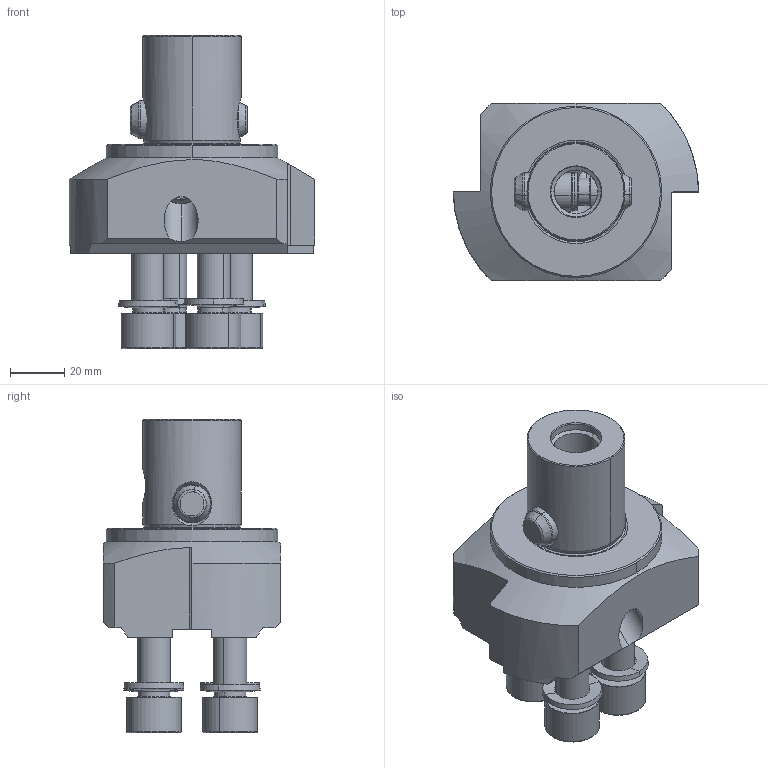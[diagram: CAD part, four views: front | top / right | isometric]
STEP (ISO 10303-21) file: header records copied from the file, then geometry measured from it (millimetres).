
FILE_DESCRIPTION(('no description'),'unknown implementation level');
FILE_NAME('BD80A3AE-2625-4B77-A5D3-79B85C5BCCEF_export.stp',' ',('CIMSOURCE GmbH'),('CADClick - KiM GmbH - www.kimweb.de'),'unknown preprocess','ACIS','unknown authorization');
FILE_SCHEMA(('automotive_design'));
Length unit declared in the file: millimetre
Products named in the file (15): 315.602 Kaiser TWN 98-153 X CK6|693.185 Kaiser ETL �13_22L 10S_Standard;NONE; 315.602 Kaiser TWN 98-153 X CK6|315.750 Kaiser ETL M12_12.15 X 44_Standard;NONE; 315.602 Kaiser TWN 98-153 X CK6|691.506 Kaiser ETL �14 X 43K_Standard|691.526 Mitnehmerbolzen_Standard;NONE; 315.602 Kaiser TWN 98-153 X CK6|691.506 Kaiser ETL �14 X 43K_Standard|693.305 Skizze_Standard;NONE; 315.602 Kaiser TWN 98-153 X CK6|315.632 Kaiser TW 98-153 X CK6B_Standard|315.632 Kaiser TW 98-153 X CK6B_Standard;NONE; 315.602 Kaiser TWN 98-153 X CK6|315.632 Kaiser TW 98-153 X CK6B_Standard|692.406 Kaiser ETL SD �12_Standard|692.406 D�senk�rper_Standard;NONE; 315.602 Kaiser TWN 98-153 X CK6|315.632 Kaiser TW 98-153 X CK6B_Standard|692.406 Kaiser ETL SD �12_Standard|692.406 Kugel � 10_Standard;NONE
Bounding box: 90 x 65 x 115 mm (x, y, z)
Volume: 223776.8 mm3; surface area: 54259.3 mm2
Topology: 15 solids, 15 shells, 457 faces, 1021 edges, 579 vertices
Faces by surface type: cone 170, cylinder 132, plane 89, torus 54, sphere 12
Entity records: 24935 total; most frequent: CARTESIAN_POINT 3043, DIRECTION 2371, STYLED_ITEM 2023, PRESENTATION_STYLE_ASSIGNMENT 2023, COLOUR_RGB 2023, ORIENTED_EDGE 1974, AXIS2_PLACEMENT_3D 1003, EDGE_CURVE 987
